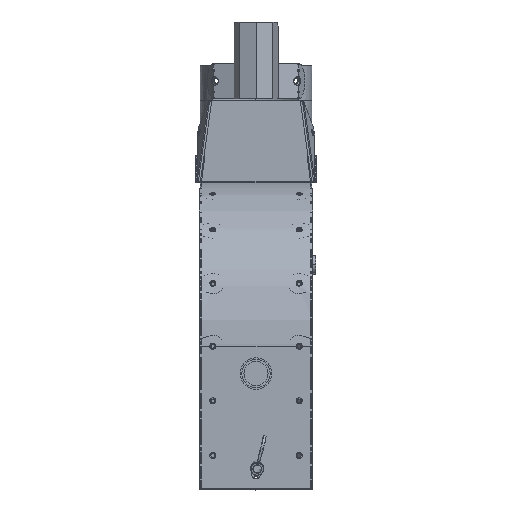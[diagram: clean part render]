
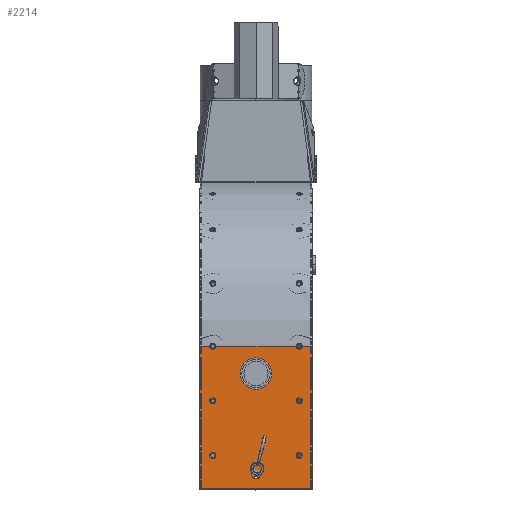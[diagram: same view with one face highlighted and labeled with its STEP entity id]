
A CAD part, top view. The second image highlights one B-rep face of the part: STEP entity #2214.
In plain terms, the highlighted planar face has unit normal (0, 0, 1).
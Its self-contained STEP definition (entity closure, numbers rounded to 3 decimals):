
#1275=FACE_BOUND('',#5270,.F.);
#1276=FACE_BOUND('',#5271,.F.);
#1277=FACE_BOUND('',#5272,.F.);
#1278=FACE_BOUND('',#5273,.F.);
#1279=FACE_BOUND('',#5274,.F.);
#1280=FACE_BOUND('',#5275,.F.);
#2214=ADVANCED_FACE('',(#1275,#1276,#1277,#1278,#1279,#1280,#3652),#14572,.T.);
#3652=FACE_OUTER_BOUND('',#5276,.F.);
#5270=EDGE_LOOP('',(#11055,#11056));
#5271=EDGE_LOOP('',(#11057,#11058));
#5272=EDGE_LOOP('',(#11059,#11060));
#5273=EDGE_LOOP('',(#11061,#11062));
#5274=EDGE_LOOP('',(#11063,#11064));
#5275=EDGE_LOOP('',(#11065,#11066));
#5276=EDGE_LOOP('',(#11067,#11068,#11069,#11070,#11071,#11072,#11073,#11074,
#11075,#11076,#11077,#11078));
#11055=ORIENTED_EDGE('',*,*,#18668,.T.);
#11056=ORIENTED_EDGE('',*,*,#18667,.T.);
#11057=ORIENTED_EDGE('',*,*,#18708,.T.);
#11058=ORIENTED_EDGE('',*,*,#18707,.T.);
#11059=ORIENTED_EDGE('',*,*,#18736,.T.);
#11060=ORIENTED_EDGE('',*,*,#18735,.T.);
#11061=ORIENTED_EDGE('',*,*,#18732,.T.);
#11062=ORIENTED_EDGE('',*,*,#18731,.T.);
#11063=ORIENTED_EDGE('',*,*,#18704,.T.);
#11064=ORIENTED_EDGE('',*,*,#18703,.T.);
#11065=ORIENTED_EDGE('',*,*,#18664,.T.);
#11066=ORIENTED_EDGE('',*,*,#18663,.T.);
#11067=ORIENTED_EDGE('',*,*,#18749,.F.);
#11068=ORIENTED_EDGE('',*,*,#18751,.F.);
#11069=ORIENTED_EDGE('',*,*,#18670,.F.);
#11070=ORIENTED_EDGE('',*,*,#18756,.T.);
#11071=ORIENTED_EDGE('',*,*,#18674,.F.);
#11072=ORIENTED_EDGE('',*,*,#18754,.T.);
#11073=ORIENTED_EDGE('',*,*,#18720,.F.);
#11074=ORIENTED_EDGE('',*,*,#18724,.T.);
#11075=ORIENTED_EDGE('',*,*,#18723,.T.);
#11076=ORIENTED_EDGE('',*,*,#18710,.F.);
#11077=ORIENTED_EDGE('',*,*,#18714,.T.);
#11078=ORIENTED_EDGE('',*,*,#18713,.T.);
#14572=PLANE('',#30530);
#15956=CIRCLE('',#30486,3.75);
#15957=CIRCLE('',#30487,3.75);
#15960=CIRCLE('',#30490,11.5);
#15961=CIRCLE('',#30491,11.5);
#15963=CIRCLE('',#30493,1.);
#15965=CIRCLE('',#30495,1.);
#15968=CIRCLE('',#30498,2.75);
#15969=CIRCLE('',#30499,2.75);
#15972=CIRCLE('',#30502,2.75);
#15973=CIRCLE('',#30503,2.75);
#15976=CIRCLE('',#30506,2.75);
#15977=CIRCLE('',#30507,2.75);
#15980=CIRCLE('',#30510,2.75);
#15981=CIRCLE('',#30511,2.75);
#15984=CIRCLE('',#30514,2.75);
#15985=CIRCLE('',#30515,2.75);
#15988=CIRCLE('',#30518,2.75);
#15989=CIRCLE('',#30519,2.75);
#18663=EDGE_CURVE('',#27601,#27600,#15956,.T.);
#18664=EDGE_CURVE('',#27600,#27601,#15957,.T.);
#18667=EDGE_CURVE('',#27597,#27596,#15960,.T.);
#18668=EDGE_CURVE('',#27596,#27597,#15961,.T.);
#18670=EDGE_CURVE('',#27593,#27592,#15963,.T.);
#18674=EDGE_CURVE('',#27589,#27588,#15965,.T.);
#18703=EDGE_CURVE('',#27561,#27560,#15968,.T.);
#18704=EDGE_CURVE('',#27560,#27561,#15969,.T.);
#18707=EDGE_CURVE('',#27557,#27556,#15972,.T.);
#18708=EDGE_CURVE('',#27556,#27557,#15973,.T.);
#18710=EDGE_CURVE('',#27553,#27552,#21613,.T.);
#18713=EDGE_CURVE('',#27549,#27548,#15976,.T.);
#18714=EDGE_CURVE('',#27553,#27549,#15977,.T.);
#18720=EDGE_CURVE('',#27543,#27542,#21615,.T.);
#18723=EDGE_CURVE('',#27540,#27552,#15980,.T.);
#18724=EDGE_CURVE('',#27543,#27540,#15981,.T.);
#18731=EDGE_CURVE('',#27535,#27534,#15984,.T.);
#18732=EDGE_CURVE('',#27534,#27535,#15985,.T.);
#18735=EDGE_CURVE('',#27531,#27530,#15988,.T.);
#18736=EDGE_CURVE('',#27530,#27531,#15989,.T.);
#18749=EDGE_CURVE('',#27517,#27548,#21624,.T.);
#18751=EDGE_CURVE('',#27592,#27517,#21626,.T.);
#18754=EDGE_CURVE('',#27589,#27542,#21629,.T.);
#18756=EDGE_CURVE('',#27593,#27588,#21631,.T.);
#21613=LINE('',#48346,#24370);
#21615=LINE('',#48388,#24372);
#21624=LINE('',#48449,#24381);
#21626=LINE('',#48451,#24383);
#21629=LINE('',#48454,#24386);
#21631=LINE('',#48456,#24388);
#24370=VECTOR('',#36092,73.5);
#24372=VECTOR('',#36102,9.75);
#24381=VECTOR('',#36143,9.75);
#24383=VECTOR('',#36145,129.);
#24386=VECTOR('',#36148,129.);
#24388=VECTOR('',#36150,102.);
#27517=VERTEX_POINT('',#47898);
#27530=VERTEX_POINT('',#47911);
#27531=VERTEX_POINT('',#47912);
#27534=VERTEX_POINT('',#47915);
#27535=VERTEX_POINT('',#47916);
#27540=VERTEX_POINT('',#47921);
#27542=VERTEX_POINT('',#47923);
#27543=VERTEX_POINT('',#47924);
#27548=VERTEX_POINT('',#47929);
#27549=VERTEX_POINT('',#47930);
#27552=VERTEX_POINT('',#47933);
#27553=VERTEX_POINT('',#47934);
#27556=VERTEX_POINT('',#47937);
#27557=VERTEX_POINT('',#47938);
#27560=VERTEX_POINT('',#47941);
#27561=VERTEX_POINT('',#47942);
#27588=VERTEX_POINT('',#47969);
#27589=VERTEX_POINT('',#47970);
#27592=VERTEX_POINT('',#47973);
#27593=VERTEX_POINT('',#47974);
#27596=VERTEX_POINT('',#47977);
#27597=VERTEX_POINT('',#47978);
#27600=VERTEX_POINT('',#47981);
#27601=VERTEX_POINT('',#47982);
#30486=AXIS2_PLACEMENT_3D('',#47987,#36051,#36052);
#30487=AXIS2_PLACEMENT_3D('',#47988,#36053,#36054);
#30490=AXIS2_PLACEMENT_3D('',#47991,#36059,#36060);
#30491=AXIS2_PLACEMENT_3D('',#47992,#36061,#36062);
#30493=AXIS2_PLACEMENT_3D('',#47994,#36065,#36066);
#30495=AXIS2_PLACEMENT_3D('',#47998,#36071,#36072);
#30498=AXIS2_PLACEMENT_3D('',#48339,#36079,#36080);
#30499=AXIS2_PLACEMENT_3D('',#48340,#36081,#36082);
#30502=AXIS2_PLACEMENT_3D('',#48343,#36087,#36088);
#30503=AXIS2_PLACEMENT_3D('',#48344,#36089,#36090);
#30506=AXIS2_PLACEMENT_3D('',#48349,#36097,#36098);
#30507=AXIS2_PLACEMENT_3D('',#48350,#36099,#36100);
#30510=AXIS2_PLACEMENT_3D('',#48391,#36107,#36108);
#30511=AXIS2_PLACEMENT_3D('',#48392,#36109,#36110);
#30514=AXIS2_PLACEMENT_3D('',#48431,#36115,#36116);
#30515=AXIS2_PLACEMENT_3D('',#48432,#36117,#36118);
#30518=AXIS2_PLACEMENT_3D('',#48435,#36123,#36124);
#30519=AXIS2_PLACEMENT_3D('',#48436,#36125,#36126);
#30530=AXIS2_PLACEMENT_3D('',#48497,#36197,#36198);
#36051=DIRECTION('',(0.,0.,1.));
#36052=DIRECTION('',(0.,-1.,0.));
#36053=DIRECTION('',(0.,0.,1.));
#36054=DIRECTION('',(0.,1.,0.));
#36059=DIRECTION('',(0.,0.,1.));
#36060=DIRECTION('',(0.,-1.,0.));
#36061=DIRECTION('',(0.,0.,1.));
#36062=DIRECTION('',(0.,1.,0.));
#36065=DIRECTION('',(0.,0.,1.));
#36066=DIRECTION('',(0.,-1.,0.));
#36071=DIRECTION('',(0.,0.,1.));
#36072=DIRECTION('',(-1.,0.,0.));
#36079=DIRECTION('',(0.,0.,1.));
#36080=DIRECTION('',(0.,1.,0.));
#36081=DIRECTION('',(0.,0.,1.));
#36082=DIRECTION('',(0.,-1.,0.));
#36087=DIRECTION('',(0.,0.,1.));
#36088=DIRECTION('',(0.,1.,0.));
#36089=DIRECTION('',(0.,0.,1.));
#36090=DIRECTION('',(0.,-1.,0.));
#36092=DIRECTION('',(-1.,0.,0.));
#36097=DIRECTION('',(0.,0.,1.));
#36098=DIRECTION('',(0.,-1.,0.));
#36099=DIRECTION('',(0.,0.,1.));
#36100=DIRECTION('',(-1.,0.,0.));
#36102=DIRECTION('',(-1.,0.,0.));
#36107=DIRECTION('',(0.,0.,1.));
#36108=DIRECTION('',(0.,-1.,0.));
#36109=DIRECTION('',(0.,0.,1.));
#36110=DIRECTION('',(-1.,0.,0.));
#36115=DIRECTION('',(0.,0.,1.));
#36116=DIRECTION('',(0.,1.,0.));
#36117=DIRECTION('',(0.,0.,1.));
#36118=DIRECTION('',(0.,-1.,0.));
#36123=DIRECTION('',(0.,0.,1.));
#36124=DIRECTION('',(0.,1.,0.));
#36125=DIRECTION('',(0.,0.,1.));
#36126=DIRECTION('',(0.,-1.,0.));
#36143=DIRECTION('',(-1.,0.,0.));
#36145=DIRECTION('',(0.,1.,0.));
#36148=DIRECTION('',(0.,1.,0.));
#36150=DIRECTION('',(-1.,0.,0.));
#36197=DIRECTION('',(0.,0.,1.));
#36198=DIRECTION('',(-1.,0.,0.));
#47898=CARTESIAN_POINT('',(212.558,-196.447,201.006));
#47911=CARTESIAN_POINT('',(121.058,-299.197,201.006));
#47912=CARTESIAN_POINT('',(121.058,-293.697,201.006));
#47915=CARTESIAN_POINT('',(121.058,-249.197,201.006));
#47916=CARTESIAN_POINT('',(121.058,-243.697,201.006));
#47921=CARTESIAN_POINT('',(121.058,-199.197,201.006));
#47923=CARTESIAN_POINT('',(108.558,-196.447,201.006));
#47924=CARTESIAN_POINT('',(118.308,-196.447,201.006));
#47929=CARTESIAN_POINT('',(202.808,-196.447,201.006));
#47930=CARTESIAN_POINT('',(200.058,-199.197,201.006));
#47933=CARTESIAN_POINT('',(123.808,-196.447,201.006));
#47934=CARTESIAN_POINT('',(197.308,-196.447,201.006));
#47937=CARTESIAN_POINT('',(200.058,-249.197,201.006));
#47938=CARTESIAN_POINT('',(200.058,-243.697,201.006));
#47941=CARTESIAN_POINT('',(200.058,-299.197,201.006));
#47942=CARTESIAN_POINT('',(200.058,-293.697,201.006));
#47969=CARTESIAN_POINT('',(109.558,-326.447,201.006));
#47970=CARTESIAN_POINT('',(108.558,-325.447,201.006));
#47973=CARTESIAN_POINT('',(212.558,-325.447,201.006));
#47974=CARTESIAN_POINT('',(211.558,-326.447,201.006));
#47977=CARTESIAN_POINT('',(160.558,-209.947,201.006));
#47978=CARTESIAN_POINT('',(160.558,-232.947,201.006));
#47981=CARTESIAN_POINT('',(160.558,-310.197,201.006));
#47982=CARTESIAN_POINT('',(160.558,-317.697,201.006));
#47987=CARTESIAN_POINT('',(160.558,-313.947,201.006));
#47988=CARTESIAN_POINT('',(160.558,-313.947,201.006));
#47991=CARTESIAN_POINT('',(160.558,-221.447,201.006));
#47992=CARTESIAN_POINT('',(160.558,-221.447,201.006));
#47994=CARTESIAN_POINT('',(211.558,-325.447,201.006));
#47998=CARTESIAN_POINT('',(109.558,-325.447,201.006));
#48339=CARTESIAN_POINT('',(200.058,-296.447,201.006));
#48340=CARTESIAN_POINT('',(200.058,-296.447,201.006));
#48343=CARTESIAN_POINT('',(200.058,-246.447,201.006));
#48344=CARTESIAN_POINT('',(200.058,-246.447,201.006));
#48346=CARTESIAN_POINT('',(197.308,-196.447,201.006));
#48349=CARTESIAN_POINT('',(200.058,-196.447,201.006));
#48350=CARTESIAN_POINT('',(200.058,-196.447,201.006));
#48388=CARTESIAN_POINT('',(118.308,-196.447,201.006));
#48391=CARTESIAN_POINT('',(121.058,-196.447,201.006));
#48392=CARTESIAN_POINT('',(121.058,-196.447,201.006));
#48431=CARTESIAN_POINT('',(121.058,-246.447,201.006));
#48432=CARTESIAN_POINT('',(121.058,-246.447,201.006));
#48435=CARTESIAN_POINT('',(121.058,-296.447,201.006));
#48436=CARTESIAN_POINT('',(121.058,-296.447,201.006));
#48449=CARTESIAN_POINT('',(212.558,-196.447,201.006));
#48451=CARTESIAN_POINT('',(212.558,-325.447,201.006));
#48454=CARTESIAN_POINT('',(108.558,-325.447,201.006));
#48456=CARTESIAN_POINT('',(211.558,-326.447,201.006));
#48497=CARTESIAN_POINT('',(215.358,-43.647,201.006));
